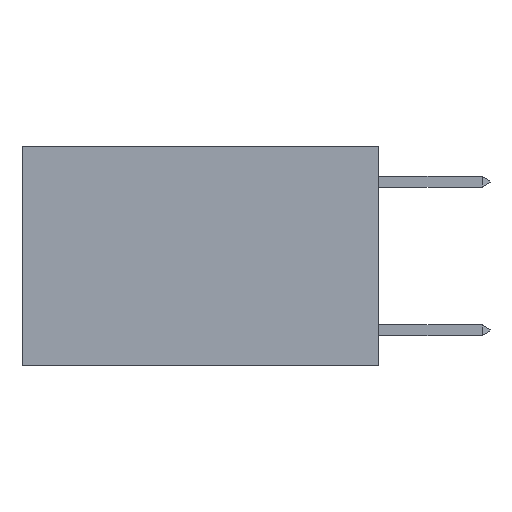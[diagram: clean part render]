
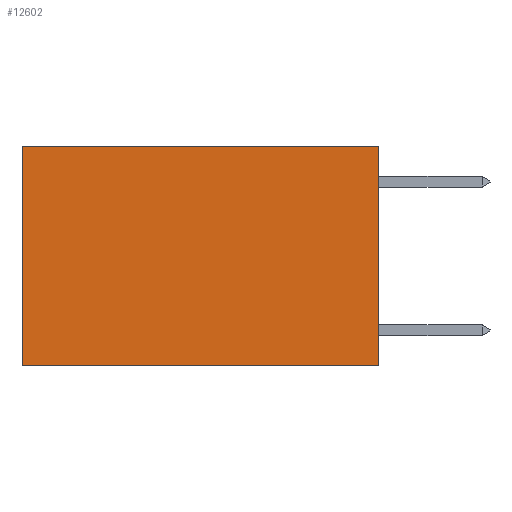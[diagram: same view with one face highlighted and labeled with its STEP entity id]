
A CAD part, left-side view. The second image highlights one B-rep face of the part: STEP entity #12602.
In plain terms, the highlighted planar face has unit normal (-1, 0, 0).
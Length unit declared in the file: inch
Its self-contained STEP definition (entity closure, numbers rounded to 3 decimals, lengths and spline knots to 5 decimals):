
#185 = EDGE_CURVE ( 'NONE', #15692, #7045, #1226, .T. ) ;
#1226 = LINE ( 'NONE', #10526, #10217 ) ;
#1754 = EDGE_CURVE ( 'NONE', #12012, #15692, #9592, .T. ) ;
#3200 = DIRECTION ( 'NONE',  ( 0., 1., 0. ) ) ;
#3778 = VECTOR ( 'NONE', #11623, 39.37008 ) ;
#4445 = DIRECTION ( 'NONE',  ( 0., 0., -1. ) ) ;
#4484 = VERTEX_POINT ( 'NONE', #15725 ) ;
#4779 = CARTESIAN_POINT ( 'NONE',  ( 0.2625, 0.6, -0.37 ) ) ;
#5622 = VECTOR ( 'NONE', #4445, 39.37008 ) ;
#5651 = ORIENTED_EDGE ( 'NONE', *, *, #6949, .T. ) ;
#5882 = PLANE ( 'NONE',  #11522 ) ;
#6461 = EDGE_LOOP ( 'NONE', ( #14383, #7410, #13611, #5651 ) ) ;
#6704 = CARTESIAN_POINT ( 'NONE',  ( 0.2625, 0.6, 0. ) ) ;
#6949 = EDGE_CURVE ( 'NONE', #12012, #4484, #7346, .T. ) ;
#7045 = VERTEX_POINT ( 'NONE', #4779 ) ;
#7108 = CARTESIAN_POINT ( 'NONE',  ( 0.2625, 0., 0. ) ) ;
#7346 = LINE ( 'NONE', #10516, #14965 ) ;
#7410 = ORIENTED_EDGE ( 'NONE', *, *, #185, .F. ) ;
#7659 = CARTESIAN_POINT ( 'NONE',  ( 0.2625, 0., -0.37 ) ) ;
#8303 = FACE_OUTER_BOUND ( 'NONE', #6461, .T. ) ;
#8465 = DIRECTION ( 'NONE',  ( 0., 0., -1. ) ) ;
#9028 = EDGE_CURVE ( 'NONE', #4484, #7045, #15640, .T. ) ;
#9147 = DIRECTION ( 'NONE',  ( 0., 1., 0. ) ) ;
#9592 = LINE ( 'NONE', #11742, #5622 ) ;
#10217 = VECTOR ( 'NONE', #9147, 39.37008 ) ;
#10516 = CARTESIAN_POINT ( 'NONE',  ( 0.2625, 0., 0. ) ) ;
#10526 = CARTESIAN_POINT ( 'NONE',  ( 0.2625, 0., -0.37 ) ) ;
#10848 = DIRECTION ( 'NONE',  ( 1., 0., 0. ) ) ;
#11522 = AXIS2_PLACEMENT_3D ( 'NONE', #7108, #10848, #8465 ) ;
#11623 = DIRECTION ( 'NONE',  ( 0., 0., -1. ) ) ;
#11742 = CARTESIAN_POINT ( 'NONE',  ( 0.2625, 0., 0. ) ) ;
#11892 = CARTESIAN_POINT ( 'NONE',  ( 0.2625, 0., 0. ) ) ;
#12012 = VERTEX_POINT ( 'NONE', #11892 ) ;
#12602 = ADVANCED_FACE ( 'NONE', ( #8303 ), #5882, .F. ) ;
#13611 = ORIENTED_EDGE ( 'NONE', *, *, #1754, .F. ) ;
#14383 = ORIENTED_EDGE ( 'NONE', *, *, #9028, .T. ) ;
#14965 = VECTOR ( 'NONE', #3200, 39.37008 ) ;
#15640 = LINE ( 'NONE', #6704, #3778 ) ;
#15692 = VERTEX_POINT ( 'NONE', #7659 ) ;
#15725 = CARTESIAN_POINT ( 'NONE',  ( 0.2625, 0.6, 0. ) ) ;
